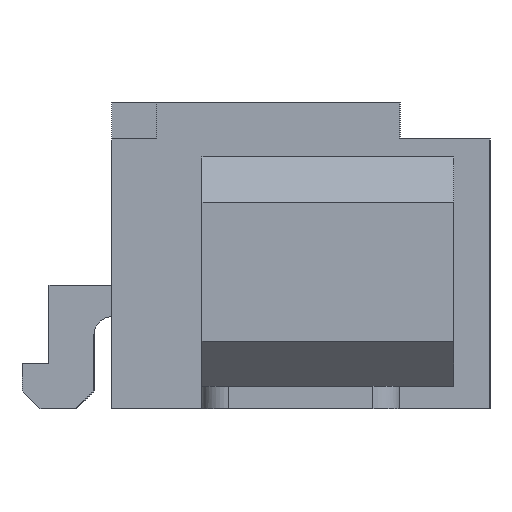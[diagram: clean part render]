
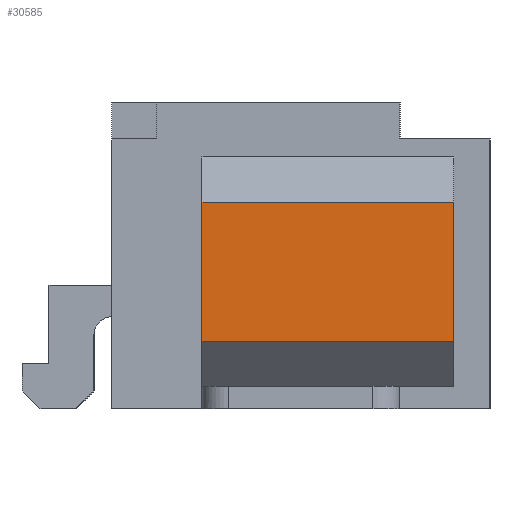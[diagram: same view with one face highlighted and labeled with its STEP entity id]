
A CAD part, left-side view. The second image highlights one B-rep face of the part: STEP entity #30585.
In plain terms, the highlighted planar face has unit normal (-1, 0, 0).
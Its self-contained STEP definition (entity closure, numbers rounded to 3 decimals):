
#10927 = PLANE('',#10928);
#10928 = AXIS2_PLACEMENT_3D('',#10929,#10930,#10931);
#10929 = CARTESIAN_POINT('',(-9.625,-0.35,0.25));
#10930 = DIRECTION('',(0.,-1.,0.));
#10931 = DIRECTION('',(0.,0.,-1.));
#11149 = PLANE('',#11150);
#11150 = AXIS2_PLACEMENT_3D('',#11151,#11152,#11153);
#11151 = CARTESIAN_POINT('',(-9.625,-3.15,0.25));
#11152 = DIRECTION('',(0.,-1.,0.));
#11153 = DIRECTION('',(0.,0.,-1.));
#23916 = PLANE('',#23917);
#23917 = AXIS2_PLACEMENT_3D('',#23918,#23919,#23920);
#23918 = CARTESIAN_POINT('',(-11.375,-0.35,2.3));
#23919 = DIRECTION('',(0.,0.,1.));
#23920 = DIRECTION('',(1.,0.,0.));
#24000 = VERTEX_POINT('',#24001);
#24001 = CARTESIAN_POINT('',(-11.375,-3.15,2.3));
#24022 = EDGE_CURVE('',#24023,#24000,#24025,.T.);
#24023 = VERTEX_POINT('',#24024);
#24024 = CARTESIAN_POINT('',(-11.375,-3.15,0.75));
#24025 = SURFACE_CURVE('',#24026,(#24030,#24037),.PCURVE_S1.);
#24026 = LINE('',#24027,#24028);
#24027 = CARTESIAN_POINT('',(-11.375,-3.15,0.75));
#24028 = VECTOR('',#24029,1.);
#24029 = DIRECTION('',(0.,0.,1.));
#24030 = PCURVE('',#11149,#24031);
#24031 = DEFINITIONAL_REPRESENTATION('',(#24032),#24036);
#24032 = LINE('',#24033,#24034);
#24033 = CARTESIAN_POINT('',(-0.5,-1.75));
#24034 = VECTOR('',#24035,1.);
#24035 = DIRECTION('',(-1.,0.));
#24036 = ( GEOMETRIC_REPRESENTATION_CONTEXT(2)
PARAMETRIC_REPRESENTATION_CONTEXT() REPRESENTATION_CONTEXT('2D SPACE',''
) );
#24037 = PCURVE('',#24038,#24043);
#24038 = PLANE('',#24039);
#24039 = AXIS2_PLACEMENT_3D('',#24040,#24041,#24042);
#24040 = CARTESIAN_POINT('',(-11.375,-0.35,0.75));
#24041 = DIRECTION('',(-1.,0.,0.));
#24042 = DIRECTION('',(0.,0.,1.));
#24043 = DEFINITIONAL_REPRESENTATION('',(#24044),#24048);
#24044 = LINE('',#24045,#24046);
#24045 = CARTESIAN_POINT('',(0.,-2.8));
#24046 = VECTOR('',#24047,1.);
#24047 = DIRECTION('',(1.,0.));
#24048 = ( GEOMETRIC_REPRESENTATION_CONTEXT(2)
PARAMETRIC_REPRESENTATION_CONTEXT() REPRESENTATION_CONTEXT('2D SPACE',''
) );
#24064 = PLANE('',#24065);
#24065 = AXIS2_PLACEMENT_3D('',#24066,#24067,#24068);
#24066 = CARTESIAN_POINT('',(-10.875,-0.35,0.25));
#24067 = DIRECTION('',(-0.707,0.,-0.707));
#24068 = DIRECTION('',(-0.707,0.,0.707));
#24792 = VERTEX_POINT('',#24793);
#24793 = CARTESIAN_POINT('',(-11.375,-0.35,2.3));
#24814 = EDGE_CURVE('',#24815,#24792,#24817,.T.);
#24815 = VERTEX_POINT('',#24816);
#24816 = CARTESIAN_POINT('',(-11.375,-0.35,0.75));
#24817 = SURFACE_CURVE('',#24818,(#24822,#24829),.PCURVE_S1.);
#24818 = LINE('',#24819,#24820);
#24819 = CARTESIAN_POINT('',(-11.375,-0.35,0.75));
#24820 = VECTOR('',#24821,1.);
#24821 = DIRECTION('',(0.,0.,1.));
#24822 = PCURVE('',#10927,#24823);
#24823 = DEFINITIONAL_REPRESENTATION('',(#24824),#24828);
#24824 = LINE('',#24825,#24826);
#24825 = CARTESIAN_POINT('',(-0.5,-1.75));
#24826 = VECTOR('',#24827,1.);
#24827 = DIRECTION('',(-1.,0.));
#24828 = ( GEOMETRIC_REPRESENTATION_CONTEXT(2)
PARAMETRIC_REPRESENTATION_CONTEXT() REPRESENTATION_CONTEXT('2D SPACE',''
) );
#24829 = PCURVE('',#24038,#24830);
#24830 = DEFINITIONAL_REPRESENTATION('',(#24831),#24835);
#24831 = LINE('',#24832,#24833);
#24832 = CARTESIAN_POINT('',(0.,0.));
#24833 = VECTOR('',#24834,1.);
#24834 = DIRECTION('',(1.,0.));
#24835 = ( GEOMETRIC_REPRESENTATION_CONTEXT(2)
PARAMETRIC_REPRESENTATION_CONTEXT() REPRESENTATION_CONTEXT('2D SPACE',''
) );
#30486 = EDGE_CURVE('',#24792,#24000,#30487,.T.);
#30487 = SURFACE_CURVE('',#30488,(#30492,#30499),.PCURVE_S1.);
#30488 = LINE('',#30489,#30490);
#30489 = CARTESIAN_POINT('',(-11.375,-0.35,2.3));
#30490 = VECTOR('',#30491,1.);
#30491 = DIRECTION('',(0.,-1.,0.));
#30492 = PCURVE('',#23916,#30493);
#30493 = DEFINITIONAL_REPRESENTATION('',(#30494),#30498);
#30494 = LINE('',#30495,#30496);
#30495 = CARTESIAN_POINT('',(0.,0.));
#30496 = VECTOR('',#30497,1.);
#30497 = DIRECTION('',(0.,-1.));
#30498 = ( GEOMETRIC_REPRESENTATION_CONTEXT(2)
PARAMETRIC_REPRESENTATION_CONTEXT() REPRESENTATION_CONTEXT('2D SPACE',''
) );
#30499 = PCURVE('',#24038,#30500);
#30500 = DEFINITIONAL_REPRESENTATION('',(#30501),#30505);
#30501 = LINE('',#30502,#30503);
#30502 = CARTESIAN_POINT('',(1.55,0.));
#30503 = VECTOR('',#30504,1.);
#30504 = DIRECTION('',(0.,-1.));
#30505 = ( GEOMETRIC_REPRESENTATION_CONTEXT(2)
PARAMETRIC_REPRESENTATION_CONTEXT() REPRESENTATION_CONTEXT('2D SPACE',''
) );
#30564 = EDGE_CURVE('',#24815,#24023,#30565,.T.);
#30565 = SURFACE_CURVE('',#30566,(#30570,#30577),.PCURVE_S1.);
#30566 = LINE('',#30567,#30568);
#30567 = CARTESIAN_POINT('',(-11.375,-0.35,0.75));
#30568 = VECTOR('',#30569,1.);
#30569 = DIRECTION('',(0.,-1.,0.));
#30570 = PCURVE('',#24064,#30571);
#30571 = DEFINITIONAL_REPRESENTATION('',(#30572),#30576);
#30572 = LINE('',#30573,#30574);
#30573 = CARTESIAN_POINT('',(0.707,0.));
#30574 = VECTOR('',#30575,1.);
#30575 = DIRECTION('',(0.,-1.));
#30576 = ( GEOMETRIC_REPRESENTATION_CONTEXT(2)
PARAMETRIC_REPRESENTATION_CONTEXT() REPRESENTATION_CONTEXT('2D SPACE',''
) );
#30577 = PCURVE('',#24038,#30578);
#30578 = DEFINITIONAL_REPRESENTATION('',(#30579),#30583);
#30579 = LINE('',#30580,#30581);
#30580 = CARTESIAN_POINT('',(0.,0.));
#30581 = VECTOR('',#30582,1.);
#30582 = DIRECTION('',(0.,-1.));
#30583 = ( GEOMETRIC_REPRESENTATION_CONTEXT(2)
PARAMETRIC_REPRESENTATION_CONTEXT() REPRESENTATION_CONTEXT('2D SPACE',''
) );
#30585 = ADVANCED_FACE('',(#30586),#24038,.T.);
#30586 = FACE_BOUND('',#30587,.T.);
#30587 = EDGE_LOOP('',(#30588,#30589,#30590,#30591));
#30588 = ORIENTED_EDGE('',*,*,#30564,.T.);
#30589 = ORIENTED_EDGE('',*,*,#24022,.T.);
#30590 = ORIENTED_EDGE('',*,*,#30486,.F.);
#30591 = ORIENTED_EDGE('',*,*,#24814,.F.);
